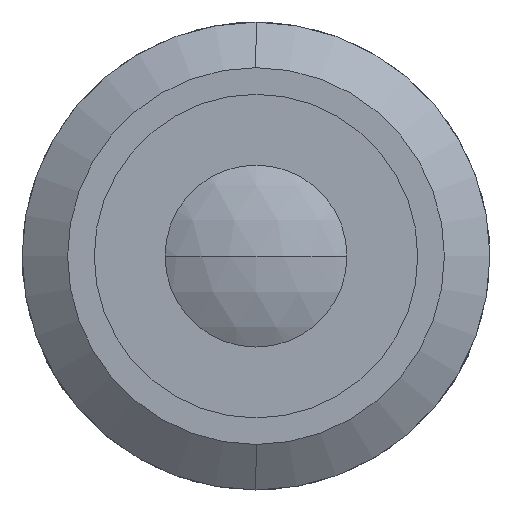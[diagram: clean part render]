
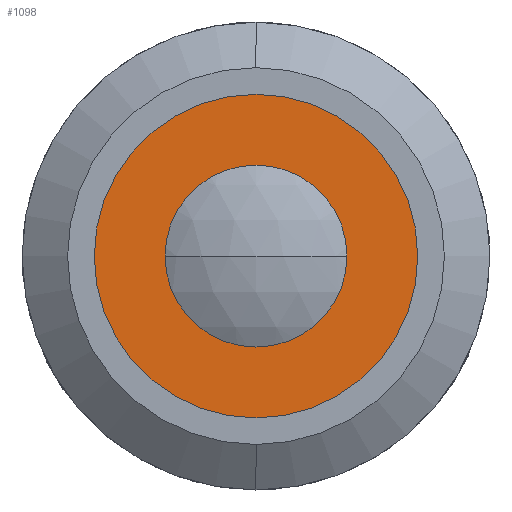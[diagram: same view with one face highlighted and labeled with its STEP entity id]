
A CAD part, left-side view. The second image highlights one B-rep face of the part: STEP entity #1098.
In plain terms, the highlighted planar face has unit normal (-1, 0, 0).
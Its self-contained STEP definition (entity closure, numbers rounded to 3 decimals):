
#11 = CARTESIAN_POINT ( 'NONE',  ( 3.8, 0., 0. ) ) ;
#304 = DIRECTION ( 'NONE',  ( 0., 0., 1. ) ) ;
#337 = DIRECTION ( 'NONE',  ( 0., 0., 1. ) ) ;
#410 = AXIS2_PLACEMENT_3D ( 'NONE', #11, #2311, #1065 ) ;
#612 = DIRECTION ( 'NONE',  ( -1., 0., 0. ) ) ;
#836 = AXIS2_PLACEMENT_3D ( 'NONE', #2041, #2992, #304 ) ;
#955 = DIRECTION ( 'NONE',  ( 0., 0., 1. ) ) ;
#965 = EDGE_LOOP ( 'NONE', ( #3643, #4159 ) ) ;
#981 = DIRECTION ( 'NONE',  ( -1., 0., 0. ) ) ;
#1065 = DIRECTION ( 'NONE',  ( 0., 0., 1. ) ) ;
#1068 = EDGE_CURVE ( 'NONE', #3956, #1355, #1837, .T. ) ;
#1073 = FACE_BOUND ( 'NONE', #965, .T. ) ;
#1098 = ADVANCED_FACE ( 'NONE', ( #1073, #2361 ), #1357, .F. ) ;
#1142 = ORIENTED_EDGE ( 'NONE', *, *, #2870, .T. ) ;
#1181 = CIRCLE ( 'NONE', #836, 13. ) ;
#1248 = CARTESIAN_POINT ( 'NONE',  ( 3.8, 0., 7. ) ) ;
#1355 = VERTEX_POINT ( 'NONE', #4094 ) ;
#1357 = PLANE ( 'NONE',  #2896 ) ;
#1433 = CARTESIAN_POINT ( 'NONE',  ( 3.8, 0., 13. ) ) ;
#1510 = VERTEX_POINT ( 'NONE', #3352 ) ;
#1705 = CARTESIAN_POINT ( 'NONE',  ( 3.8, 13., 0. ) ) ;
#1738 = CIRCLE ( 'NONE', #410, 7. ) ;
#1837 = CIRCLE ( 'NONE', #4144, 7. ) ;
#2012 = AXIS2_PLACEMENT_3D ( 'NONE', #2609, #981, #955 ) ;
#2041 = CARTESIAN_POINT ( 'NONE',  ( 3.8, 0., 0. ) ) ;
#2130 = EDGE_LOOP ( 'NONE', ( #3316, #1142 ) ) ;
#2311 = DIRECTION ( 'NONE',  ( -1., 0., 0. ) ) ;
#2361 = FACE_OUTER_BOUND ( 'NONE', #2130, .T. ) ;
#2531 = EDGE_CURVE ( 'NONE', #1355, #3956, #1738, .T. ) ;
#2609 = CARTESIAN_POINT ( 'NONE',  ( 3.8, 0., 0. ) ) ;
#2870 = EDGE_CURVE ( 'NONE', #1510, #2989, #1181, .T. ) ;
#2896 = AXIS2_PLACEMENT_3D ( 'NONE', #1705, #4030, #3746 ) ;
#2989 = VERTEX_POINT ( 'NONE', #1433 ) ;
#2992 = DIRECTION ( 'NONE',  ( -1., 0., 0. ) ) ;
#3316 = ORIENTED_EDGE ( 'NONE', *, *, #3616, .T. ) ;
#3352 = CARTESIAN_POINT ( 'NONE',  ( 3.8, 0., -13. ) ) ;
#3616 = EDGE_CURVE ( 'NONE', #2989, #1510, #3899, .T. ) ;
#3617 = CARTESIAN_POINT ( 'NONE',  ( 3.8, 0., 0. ) ) ;
#3643 = ORIENTED_EDGE ( 'NONE', *, *, #1068, .F. ) ;
#3746 = DIRECTION ( 'NONE',  ( 0., 0., -1. ) ) ;
#3899 = CIRCLE ( 'NONE', #2012, 13. ) ;
#3956 = VERTEX_POINT ( 'NONE', #1248 ) ;
#4030 = DIRECTION ( 'NONE',  ( 1., 0., 0. ) ) ;
#4094 = CARTESIAN_POINT ( 'NONE',  ( 3.8, 0., -7. ) ) ;
#4144 = AXIS2_PLACEMENT_3D ( 'NONE', #3617, #612, #337 ) ;
#4159 = ORIENTED_EDGE ( 'NONE', *, *, #2531, .F. ) ;
